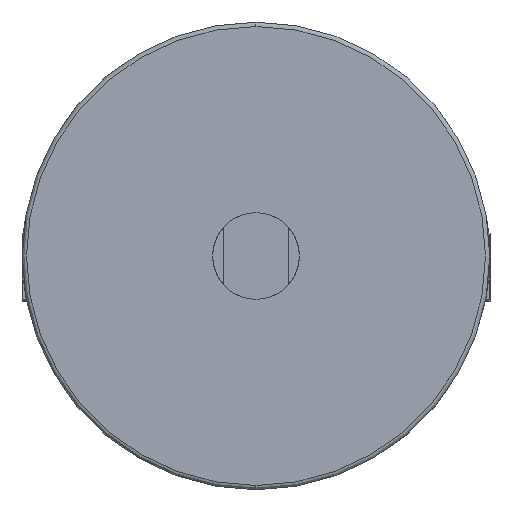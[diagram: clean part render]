
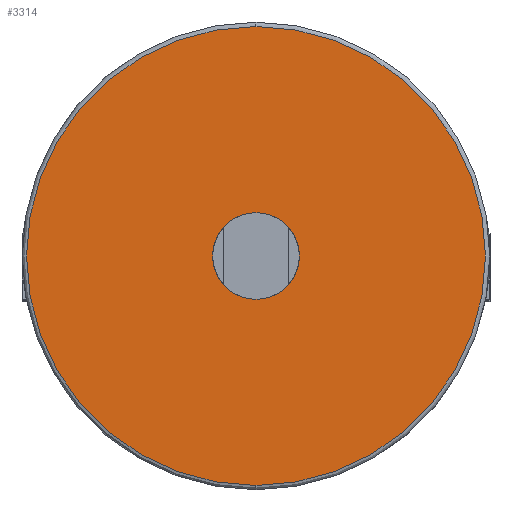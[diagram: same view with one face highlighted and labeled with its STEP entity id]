
A CAD part, left-side view. The second image highlights one B-rep face of the part: STEP entity #3314.
In plain terms, the highlighted planar face has unit normal (-1, 0, 0).
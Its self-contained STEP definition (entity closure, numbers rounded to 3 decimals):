
#259 = FACE_OUTER_BOUND ( 'NONE', #9229, .T. ) ;
#390 = CIRCLE ( 'NONE', #11578, 53. ) ;
#833 = ORIENTED_EDGE ( 'NONE', *, *, #9407, .T. ) ;
#1129 = CIRCLE ( 'NONE', #7034, 53. ) ;
#1563 = DIRECTION ( 'NONE',  ( -1., 0., 0. ) ) ;
#1611 = ORIENTED_EDGE ( 'NONE', *, *, #14867, .F. ) ;
#1992 = DIRECTION ( 'NONE',  ( -1., 0., 0. ) ) ;
#2076 = AXIS2_PLACEMENT_3D ( 'NONE', #9012, #1563, #10252 ) ;
#2158 = CARTESIAN_POINT ( 'NONE',  ( -700., 0., 53. ) ) ;
#2333 = CARTESIAN_POINT ( 'NONE',  ( -700., 0., 0. ) ) ;
#3314 = ADVANCED_FACE ( 'NONE', ( #259, #3555 ), #12798, .T. ) ;
#3555 = FACE_BOUND ( 'NONE', #5198, .T. ) ;
#3581 = EDGE_CURVE ( 'NONE', #9332, #9520, #1129, .T. ) ;
#3586 = DIRECTION ( 'NONE',  ( 0., 0., 1. ) ) ;
#3970 = CARTESIAN_POINT ( 'NONE',  ( -700., 54., 0. ) ) ;
#5198 = EDGE_LOOP ( 'NONE', ( #11114, #1611 ) ) ;
#5288 = EDGE_CURVE ( 'NONE', #13943, #13749, #9833, .T. ) ;
#5383 = CARTESIAN_POINT ( 'NONE',  ( -700., 0., -10. ) ) ;
#6434 = DIRECTION ( 'NONE',  ( -1., 0., 0. ) ) ;
#7034 = AXIS2_PLACEMENT_3D ( 'NONE', #9451, #1992, #10695 ) ;
#7927 = DIRECTION ( 'NONE',  ( 0., 0., 1. ) ) ;
#9012 = CARTESIAN_POINT ( 'NONE',  ( -700., 0., 0. ) ) ;
#9229 = EDGE_LOOP ( 'NONE', ( #10348, #833 ) ) ;
#9332 = VERTEX_POINT ( 'NONE', #2158 ) ;
#9407 = EDGE_CURVE ( 'NONE', #9520, #9332, #390, .T. ) ;
#9451 = CARTESIAN_POINT ( 'NONE',  ( -700., 0., 0. ) ) ;
#9520 = VERTEX_POINT ( 'NONE', #12924 ) ;
#9833 = CIRCLE ( 'NONE', #11846, 10. ) ;
#10252 = DIRECTION ( 'NONE',  ( 0., 0., 1. ) ) ;
#10348 = ORIENTED_EDGE ( 'NONE', *, *, #3581, .T. ) ;
#10581 = CIRCLE ( 'NONE', #2076, 10. ) ;
#10695 = DIRECTION ( 'NONE',  ( 0., 0., 1. ) ) ;
#11010 = DIRECTION ( 'NONE',  ( -1., 0., 0. ) ) ;
#11114 = ORIENTED_EDGE ( 'NONE', *, *, #5288, .F. ) ;
#11578 = AXIS2_PLACEMENT_3D ( 'NONE', #13777, #6434, #15023 ) ;
#11846 = AXIS2_PLACEMENT_3D ( 'NONE', #2333, #11010, #3586 ) ;
#12084 = CARTESIAN_POINT ( 'NONE',  ( -700., 0., 10. ) ) ;
#12798 = PLANE ( 'NONE',  #15594 ) ;
#12924 = CARTESIAN_POINT ( 'NONE',  ( -700., 0., -53. ) ) ;
#13749 = VERTEX_POINT ( 'NONE', #12084 ) ;
#13777 = CARTESIAN_POINT ( 'NONE',  ( -700., 0., 0. ) ) ;
#13943 = VERTEX_POINT ( 'NONE', #5383 ) ;
#14867 = EDGE_CURVE ( 'NONE', #13749, #13943, #10581, .T. ) ;
#15023 = DIRECTION ( 'NONE',  ( 0., 0., 1. ) ) ;
#15312 = DIRECTION ( 'NONE',  ( -1., 0., 0. ) ) ;
#15594 = AXIS2_PLACEMENT_3D ( 'NONE', #3970, #15312, #7927 ) ;
